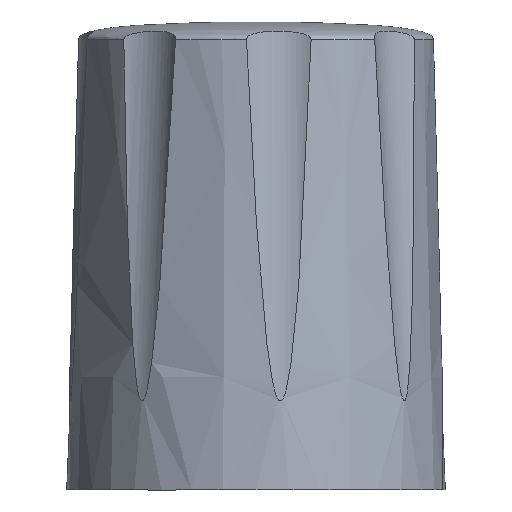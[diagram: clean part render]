
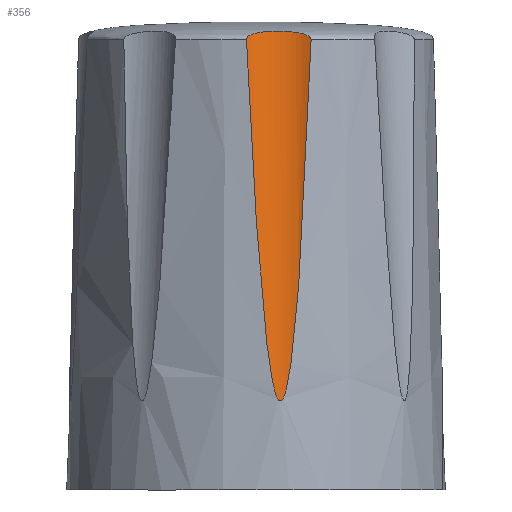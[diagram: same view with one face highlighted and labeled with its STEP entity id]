
A CAD part, front view. The second image highlights one B-rep face of the part: STEP entity #356.
In plain terms, the highlighted cylindrical face has radius 2 mm (diameter 4 mm), a partial arc.
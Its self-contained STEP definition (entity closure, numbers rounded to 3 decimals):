
#45=FACE_OUTER_BOUND('',#67,.T.);
#67=EDGE_LOOP('',(#312,#313));
#120=B_SPLINE_CURVE_WITH_KNOTS('',3,(#1323,#1324,#1325,#1326,#1327,#1328,
#1329,#1330,#1331,#1332,#1333,#1334,#1335,#1336,#1337,#1338,#1339,#1340,
#1341,#1342,#1343,#1344,#1345,#1346,#1347,#1348,#1349,#1350,#1351,#1352,
#1353,#1354,#1355,#1356),.UNSPECIFIED.,.F.,.F.,(4,2,2,2,2,2,2,2,2,2,2,2,
2,2,2,2,4),(-0.157,-0.154,-0.151,-0.144,
-0.127,-0.101,-0.09,-0.084,
-0.08,-0.077,-0.072,-0.064,
-0.031,-0.016,-0.008,-0.004,
0.),.UNSPECIFIED.);
#128=B_SPLINE_CURVE_WITH_KNOTS('',3,(#1639,#1640,#1641,#1642,#1643,#1644,
#1645,#1646,#1647,#1648,#1649,#1650,#1651,#1652,#1653,#1654,#1655,#1656,
#1657,#1658,#1659,#1660,#1661,#1662,#1663,#1664,#1665,#1666,#1667,#1668,
#1669,#1670,#1671,#1672,#1673,#1674,#1675,#1676,#1677,#1678,#1679,#1680),
 .UNSPECIFIED.,.F.,.F.,(4,2,2,2,2,2,2,2,2,2,2,2,2,2,2,2,2,2,2,2,4),(0.946,
0.963,1.445,1.685,1.926,2.,
2.037,2.074,2.089,2.092,2.095,
2.097,2.1,2.115,2.152,2.189,
2.263,2.504,2.744,3.226,3.243),
 .UNSPECIFIED.);
#157=VERTEX_POINT('',#1320);
#158=VERTEX_POINT('',#1322);
#201=EDGE_CURVE('',#157,#158,#120,.T.);
#217=EDGE_CURVE('',#158,#157,#128,.T.);
#312=ORIENTED_EDGE('',*,*,#217,.F.);
#313=ORIENTED_EDGE('',*,*,#201,.F.);
#338=CYLINDRICAL_SURFACE('',#401,2.);
#356=ADVANCED_FACE('',(#45),#338,.F.);
#401=AXIS2_PLACEMENT_3D('',#1851,#463,#464);
#463=DIRECTION('center_axis',(-0.008,0.061,0.998));
#464=DIRECTION('ref_axis',(-0.13,0.99,-0.061));
#1320=CARTESIAN_POINT('',(-0.32,-5.951,10.97));
#1322=CARTESIAN_POINT('',(1.85,-5.666,10.97));
#1323=CARTESIAN_POINT('Ctrl Pts',(-0.32,-5.951,
10.97));
#1324=CARTESIAN_POINT('Ctrl Pts',(-0.321,-5.951,
10.979));
#1325=CARTESIAN_POINT('Ctrl Pts',(-0.32,-5.95,10.988));
#1326=CARTESIAN_POINT('Ctrl Pts',(-0.317,-5.946,11.005));
#1327=CARTESIAN_POINT('Ctrl Pts',(-0.315,-5.944,11.013));
#1328=CARTESIAN_POINT('Ctrl Pts',(-0.304,-5.933,11.04));
#1329=CARTESIAN_POINT('Ctrl Pts',(-0.293,-5.922,11.056));
#1330=CARTESIAN_POINT('Ctrl Pts',(-0.248,-5.883,
11.104));
#1331=CARTESIAN_POINT('Ctrl Pts',(-0.199,-5.842,
11.133));
#1332=CARTESIAN_POINT('Ctrl Pts',(-0.034,-5.727,
11.195));
#1333=CARTESIAN_POINT('Ctrl Pts',(0.105,-5.645,11.222));
#1334=CARTESIAN_POINT('Ctrl Pts',(0.353,-5.551,11.247));
#1335=CARTESIAN_POINT('Ctrl Pts',(0.426,-5.528,11.252));
#1336=CARTESIAN_POINT('Ctrl Pts',(0.541,-5.499,11.257));
#1337=CARTESIAN_POINT('Ctrl Pts',(0.581,-5.49,11.258));
#1338=CARTESIAN_POINT('Ctrl Pts',(0.648,-5.478,11.259));
#1339=CARTESIAN_POINT('Ctrl Pts',(0.675,-5.474,11.259));
#1340=CARTESIAN_POINT('Ctrl Pts',(0.725,-5.466,11.26));
#1341=CARTESIAN_POINT('Ctrl Pts',(0.75,-5.463,11.26));
#1342=CARTESIAN_POINT('Ctrl Pts',(0.805,-5.458,11.259));
#1343=CARTESIAN_POINT('Ctrl Pts',(0.836,-5.455,11.258));
#1344=CARTESIAN_POINT('Ctrl Pts',(0.928,-5.45,11.256));
#1345=CARTESIAN_POINT('Ctrl Pts',(0.988,-5.45,11.253));
#1346=CARTESIAN_POINT('Ctrl Pts',(1.28,-5.461,11.235));
#1347=CARTESIAN_POINT('Ctrl Pts',(1.474,-5.51,11.206));
#1348=CARTESIAN_POINT('Ctrl Pts',(1.677,-5.581,11.143));
#1349=CARTESIAN_POINT('Ctrl Pts',(1.732,-5.604,11.119));
#1350=CARTESIAN_POINT('Ctrl Pts',(1.791,-5.632,11.079));
#1351=CARTESIAN_POINT('Ctrl Pts',(1.81,-5.642,11.063));
#1352=CARTESIAN_POINT('Ctrl Pts',(1.833,-5.654,11.034));
#1353=CARTESIAN_POINT('Ctrl Pts',(1.84,-5.658,11.021));
#1354=CARTESIAN_POINT('Ctrl Pts',(1.848,-5.664,10.995));
#1355=CARTESIAN_POINT('Ctrl Pts',(1.85,-5.665,10.983));
#1356=CARTESIAN_POINT('Ctrl Pts',(1.85,-5.666,10.97));
#1639=CARTESIAN_POINT('Ctrl Pts',(1.85,-5.666,10.97));
#1640=CARTESIAN_POINT('Ctrl Pts',(1.847,-5.668,10.907));
#1641=CARTESIAN_POINT('Ctrl Pts',(1.845,-5.671,10.844));
#1642=CARTESIAN_POINT('Ctrl Pts',(1.777,-5.742,9.02));
#1643=CARTESIAN_POINT('Ctrl Pts',(1.703,-5.813,7.26));
#1644=CARTESIAN_POINT('Ctrl Pts',(1.563,-5.92,4.683));
#1645=CARTESIAN_POINT('Ctrl Pts',(1.512,-5.956,3.834));
#1646=CARTESIAN_POINT('Ctrl Pts',(1.391,-6.029,2.168));
#1647=CARTESIAN_POINT('Ctrl Pts',(1.325,-6.066,1.35));
#1648=CARTESIAN_POINT('Ctrl Pts',(1.202,-6.118,0.31));
#1649=CARTESIAN_POINT('Ctrl Pts',(1.167,-6.132,0.042));
#1650=CARTESIAN_POINT('Ctrl Pts',(1.102,-6.155,-0.356));
#1651=CARTESIAN_POINT('Ctrl Pts',(1.079,-6.162,-0.488));
#1652=CARTESIAN_POINT('Ctrl Pts',(1.023,-6.178,-0.742));
#1653=CARTESIAN_POINT('Ctrl Pts',(0.993,-6.187,-0.866));
#1654=CARTESIAN_POINT('Ctrl Pts',(0.929,-6.201,-1.026));
#1655=CARTESIAN_POINT('Ctrl Pts',(0.905,-6.206,-1.081));
#1656=CARTESIAN_POINT('Ctrl Pts',(0.862,-6.213,-1.121));
#1657=CARTESIAN_POINT('Ctrl Pts',(0.854,-6.214,-1.128));
#1658=CARTESIAN_POINT('Ctrl Pts',(0.837,-6.217,-1.136));
#1659=CARTESIAN_POINT('Ctrl Pts',(0.828,-6.218,-1.139));
#1660=CARTESIAN_POINT('Ctrl Pts',(0.81,-6.22,-1.139));
#1661=CARTESIAN_POINT('Ctrl Pts',(0.8,-6.221,-1.136));
#1662=CARTESIAN_POINT('Ctrl Pts',(0.783,-6.223,-1.128));
#1663=CARTESIAN_POINT('Ctrl Pts',(0.775,-6.224,-1.121));
#1664=CARTESIAN_POINT('Ctrl Pts',(0.732,-6.228,-1.081));
#1665=CARTESIAN_POINT('Ctrl Pts',(0.708,-6.23,-1.026));
#1666=CARTESIAN_POINT('Ctrl Pts',(0.642,-6.233,-0.866));
#1667=CARTESIAN_POINT('Ctrl Pts',(0.611,-6.233,-0.742));
#1668=CARTESIAN_POINT('Ctrl Pts',(0.553,-6.231,-0.488));
#1669=CARTESIAN_POINT('Ctrl Pts',(0.528,-6.23,-0.356));
#1670=CARTESIAN_POINT('Ctrl Pts',(0.46,-6.225,0.042));
#1671=CARTESIAN_POINT('Ctrl Pts',(0.422,-6.221,0.31));
#1672=CARTESIAN_POINT('Ctrl Pts',(0.29,-6.202,1.35));
#1673=CARTESIAN_POINT('Ctrl Pts',(0.216,-6.184,2.168));
#1674=CARTESIAN_POINT('Ctrl Pts',(0.081,-6.144,
3.834));
#1675=CARTESIAN_POINT('Ctrl Pts',(0.023,-6.123,
4.683));
#1676=CARTESIAN_POINT('Ctrl Pts',(-0.14,-6.055,
7.26));
#1677=CARTESIAN_POINT('Ctrl Pts',(-0.231,-6.007,
9.02));
#1678=CARTESIAN_POINT('Ctrl Pts',(-0.314,-5.955,
10.844));
#1679=CARTESIAN_POINT('Ctrl Pts',(-0.317,-5.953,
10.907));
#1680=CARTESIAN_POINT('Ctrl Pts',(-0.32,-5.951,
10.97));
#1851=CARTESIAN_POINT('Origin',(1.032,-7.836,4.955));
